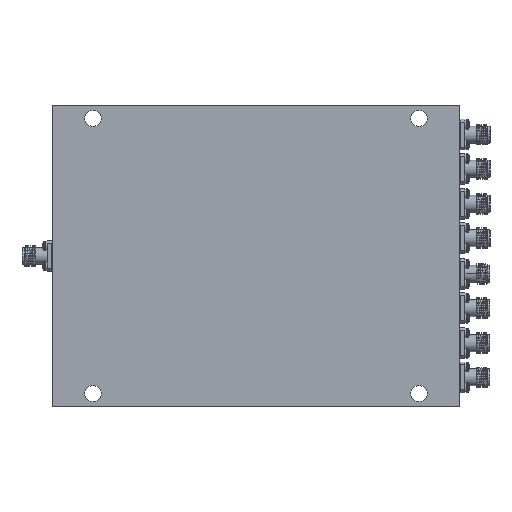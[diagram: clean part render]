
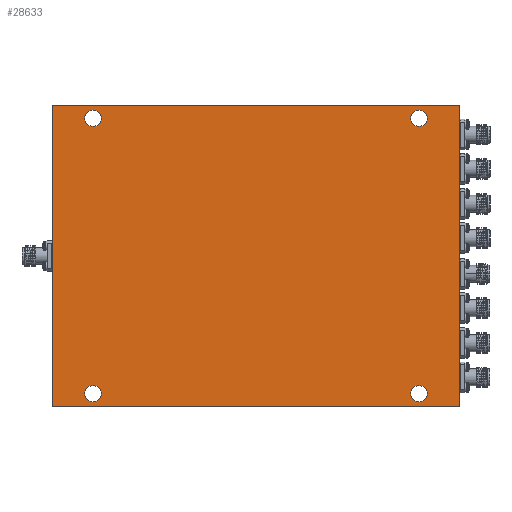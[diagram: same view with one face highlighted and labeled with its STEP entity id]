
A CAD part, front view. The second image highlights one B-rep face of the part: STEP entity #28633.
In plain terms, the highlighted planar face has unit normal (0, -1, 0).
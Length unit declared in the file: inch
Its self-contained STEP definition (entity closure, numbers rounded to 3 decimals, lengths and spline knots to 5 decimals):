
#3510 = DIRECTION ( 'NONE',  ( 0., 1., 0. ) ) ;
#5800 = CARTESIAN_POINT ( 'NONE',  ( 2., -0.215, -1.7905 ) ) ;
#6351 = CARTESIAN_POINT ( 'NONE',  ( 2.5, -0.215, -1.85 ) ) ;
#8439 = CIRCLE ( 'NONE', #102957, 0.1005 ) ;
#11222 = EDGE_CURVE ( 'NONE', #56248, #200262, #127772, .T. ) ;
#12546 = EDGE_LOOP ( 'NONE', ( #89395, #177027 ) ) ;
#13691 = AXIS2_PLACEMENT_3D ( 'NONE', #191300, #50483, #144263 ) ;
#17000 = CIRCLE ( 'NONE', #59291, 0.1005 ) ;
#19345 = DIRECTION ( 'NONE',  ( 0., 0., 1. ) ) ;
#19727 = CARTESIAN_POINT ( 'NONE',  ( 2., -0.215, 1.69 ) ) ;
#20292 = DIRECTION ( 'NONE',  ( 0., 1., 0. ) ) ;
#21846 = CARTESIAN_POINT ( 'NONE',  ( -2.5, -0.215, 1.85 ) ) ;
#22069 = DIRECTION ( 'NONE',  ( 0., 1., 0. ) ) ;
#24238 = AXIS2_PLACEMENT_3D ( 'NONE', #70006, #22069, #130231 ) ;
#26162 = DIRECTION ( 'NONE',  ( 0., 0., 1. ) ) ;
#27370 = EDGE_LOOP ( 'NONE', ( #98301, #173461, #86034, #94776 ) ) ;
#27834 = VECTOR ( 'NONE', #141875, 39.37008 ) ;
#28149 = DIRECTION ( 'NONE',  ( 0., 0., 1. ) ) ;
#28633 = ADVANCED_FACE ( 'NONE', ( #74526, #60183, #184699, #59161, #107129 ), #169356, .F. ) ;
#29547 = DIRECTION ( 'NONE',  ( 0., 1., 0. ) ) ;
#34122 = VERTEX_POINT ( 'NONE', #21846 ) ;
#37312 = EDGE_LOOP ( 'NONE', ( #114444, #192716 ) ) ;
#40138 = CARTESIAN_POINT ( 'NONE',  ( -2.5, -0.215, -1.85 ) ) ;
#50483 = DIRECTION ( 'NONE',  ( 0., 1., 0. ) ) ;
#54342 = CARTESIAN_POINT ( 'NONE',  ( -2., -0.215, 1.7905 ) ) ;
#56181 = CARTESIAN_POINT ( 'NONE',  ( 2., -0.215, 1.69 ) ) ;
#56248 = VERTEX_POINT ( 'NONE', #169982 ) ;
#59161 = FACE_BOUND ( 'NONE', #125329, .T. ) ;
#59291 = AXIS2_PLACEMENT_3D ( 'NONE', #179244, #201715, #28149 ) ;
#60183 = FACE_BOUND ( 'NONE', #37312, .T. ) ;
#60487 = LINE ( 'NONE', #40138, #155052 ) ;
#60841 = CARTESIAN_POINT ( 'NONE',  ( -2., -0.215, -1.69 ) ) ;
#61179 = EDGE_CURVE ( 'NONE', #63939, #34122, #126593, .T. ) ;
#61364 = EDGE_CURVE ( 'NONE', #87527, #63939, #60487, .T. ) ;
#63939 = VERTEX_POINT ( 'NONE', #168027 ) ;
#65789 = EDGE_CURVE ( 'NONE', #175186, #104344, #105678, .T. ) ;
#67499 = DIRECTION ( 'NONE',  ( 0., 0., -1. ) ) ;
#67641 = DIRECTION ( 'NONE',  ( 0., 0., 1. ) ) ;
#67906 = ORIENTED_EDGE ( 'NONE', *, *, #165180, .T. ) ;
#68306 = CARTESIAN_POINT ( 'NONE',  ( 2.5, -0.215, 1.85 ) ) ;
#70006 = CARTESIAN_POINT ( 'NONE',  ( -2., -0.215, 1.69 ) ) ;
#71518 = EDGE_CURVE ( 'NONE', #200032, #199605, #17000, .T. ) ;
#72442 = CARTESIAN_POINT ( 'NONE',  ( 2., -0.215, -1.69 ) ) ;
#74526 = FACE_BOUND ( 'NONE', #12546, .T. ) ;
#80698 = DIRECTION ( 'NONE',  ( 1., 0., 0. ) ) ;
#86034 = ORIENTED_EDGE ( 'NONE', *, *, #130266, .F. ) ;
#86523 = VERTEX_POINT ( 'NONE', #5800 ) ;
#87527 = VERTEX_POINT ( 'NONE', #125054 ) ;
#88637 = EDGE_LOOP ( 'NONE', ( #67906, #199178 ) ) ;
#89395 = ORIENTED_EDGE ( 'NONE', *, *, #71518, .T. ) ;
#92949 = CARTESIAN_POINT ( 'NONE',  ( -2.5, -0.215, 1.85 ) ) ;
#93872 = DIRECTION ( 'NONE',  ( 0., 0., 1. ) ) ;
#94528 = DIRECTION ( 'NONE',  ( 0., 0., 1. ) ) ;
#94776 = ORIENTED_EDGE ( 'NONE', *, *, #171598, .F. ) ;
#98301 = ORIENTED_EDGE ( 'NONE', *, *, #61179, .F. ) ;
#102957 = AXIS2_PLACEMENT_3D ( 'NONE', #105742, #120066, #26162 ) ;
#104071 = ORIENTED_EDGE ( 'NONE', *, *, #127076, .T. ) ;
#104344 = VERTEX_POINT ( 'NONE', #54342 ) ;
#105678 = CIRCLE ( 'NONE', #24238, 0.1005 ) ;
#105742 = CARTESIAN_POINT ( 'NONE',  ( 2., -0.215, -1.69 ) ) ;
#107129 = FACE_OUTER_BOUND ( 'NONE', #27370, .T. ) ;
#108764 = ORIENTED_EDGE ( 'NONE', *, *, #65789, .T. ) ;
#110455 = VECTOR ( 'NONE', #80698, 39.37008 ) ;
#114444 = ORIENTED_EDGE ( 'NONE', *, *, #118042, .T. ) ;
#118042 = EDGE_CURVE ( 'NONE', #141257, #86523, #8439, .T. ) ;
#120066 = DIRECTION ( 'NONE',  ( 0., 1., 0. ) ) ;
#123262 = CIRCLE ( 'NONE', #155740, 0.1005 ) ;
#125054 = CARTESIAN_POINT ( 'NONE',  ( 2.5, -0.215, -1.85 ) ) ;
#125329 = EDGE_LOOP ( 'NONE', ( #104071, #108764 ) ) ;
#126593 = LINE ( 'NONE', #175566, #27834 ) ;
#127076 = EDGE_CURVE ( 'NONE', #104344, #175186, #166755, .T. ) ;
#127772 = CIRCLE ( 'NONE', #176559, 0.1005 ) ;
#129684 = AXIS2_PLACEMENT_3D ( 'NONE', #19727, #3510, #67641 ) ;
#130231 = DIRECTION ( 'NONE',  ( 0., 0., 1. ) ) ;
#130266 = EDGE_CURVE ( 'NONE', #185109, #87527, #175697, .T. ) ;
#140441 = CARTESIAN_POINT ( 'NONE',  ( 2., -0.215, -1.5895 ) ) ;
#141257 = VERTEX_POINT ( 'NONE', #140441 ) ;
#141403 = DIRECTION ( 'NONE',  ( 0., 1., 0. ) ) ;
#141875 = DIRECTION ( 'NONE',  ( 0., 0., 1. ) ) ;
#144263 = DIRECTION ( 'NONE',  ( 0., 0., 1. ) ) ;
#145926 = CARTESIAN_POINT ( 'NONE',  ( -2., -0.215, -1.5895 ) ) ;
#149988 = DIRECTION ( 'NONE',  ( 0., 1., 0. ) ) ;
#151162 = CARTESIAN_POINT ( 'NONE',  ( -2., -0.215, 1.5895 ) ) ;
#153840 = AXIS2_PLACEMENT_3D ( 'NONE', #159119, #20292, #19345 ) ;
#155052 = VECTOR ( 'NONE', #181977, 39.37008 ) ;
#155367 = VECTOR ( 'NONE', #67499, 39.37008 ) ;
#155740 = AXIS2_PLACEMENT_3D ( 'NONE', #60841, #141403, #94528 ) ;
#155754 = CIRCLE ( 'NONE', #129684, 0.1005 ) ;
#159026 = CARTESIAN_POINT ( 'NONE',  ( 2., -0.215, 1.7905 ) ) ;
#159119 = CARTESIAN_POINT ( 'NONE',  ( 0., -0.215, 0. ) ) ;
#165180 = EDGE_CURVE ( 'NONE', #200262, #56248, #155754, .T. ) ;
#166755 = CIRCLE ( 'NONE', #13691, 0.1005 ) ;
#168027 = CARTESIAN_POINT ( 'NONE',  ( -2.5, -0.215, -1.85 ) ) ;
#169356 = PLANE ( 'NONE',  #153840 ) ;
#169982 = CARTESIAN_POINT ( 'NONE',  ( 2., -0.215, 1.5895 ) ) ;
#171598 = EDGE_CURVE ( 'NONE', #34122, #185109, #184787, .T. ) ;
#173461 = ORIENTED_EDGE ( 'NONE', *, *, #61364, .F. ) ;
#175186 = VERTEX_POINT ( 'NONE', #151162 ) ;
#175566 = CARTESIAN_POINT ( 'NONE',  ( -2.5, -0.215, -1.85 ) ) ;
#175697 = LINE ( 'NONE', #6351, #155367 ) ;
#176559 = AXIS2_PLACEMENT_3D ( 'NONE', #56181, #29547, #93872 ) ;
#177027 = ORIENTED_EDGE ( 'NONE', *, *, #188019, .T. ) ;
#177209 = EDGE_CURVE ( 'NONE', #86523, #141257, #184076, .T. ) ;
#179244 = CARTESIAN_POINT ( 'NONE',  ( -2., -0.215, -1.69 ) ) ;
#180728 = AXIS2_PLACEMENT_3D ( 'NONE', #72442, #149988, #198047 ) ;
#181977 = DIRECTION ( 'NONE',  ( -1., 0., 0. ) ) ;
#184076 = CIRCLE ( 'NONE', #180728, 0.1005 ) ;
#184699 = FACE_BOUND ( 'NONE', #88637, .T. ) ;
#184787 = LINE ( 'NONE', #92949, #110455 ) ;
#185109 = VERTEX_POINT ( 'NONE', #68306 ) ;
#188019 = EDGE_CURVE ( 'NONE', #199605, #200032, #123262, .T. ) ;
#191300 = CARTESIAN_POINT ( 'NONE',  ( -2., -0.215, 1.69 ) ) ;
#192716 = ORIENTED_EDGE ( 'NONE', *, *, #177209, .T. ) ;
#193398 = CARTESIAN_POINT ( 'NONE',  ( -2., -0.215, -1.7905 ) ) ;
#198047 = DIRECTION ( 'NONE',  ( 0., 0., 1. ) ) ;
#199178 = ORIENTED_EDGE ( 'NONE', *, *, #11222, .T. ) ;
#199605 = VERTEX_POINT ( 'NONE', #193398 ) ;
#200032 = VERTEX_POINT ( 'NONE', #145926 ) ;
#200262 = VERTEX_POINT ( 'NONE', #159026 ) ;
#201715 = DIRECTION ( 'NONE',  ( 0., 1., 0. ) ) ;
